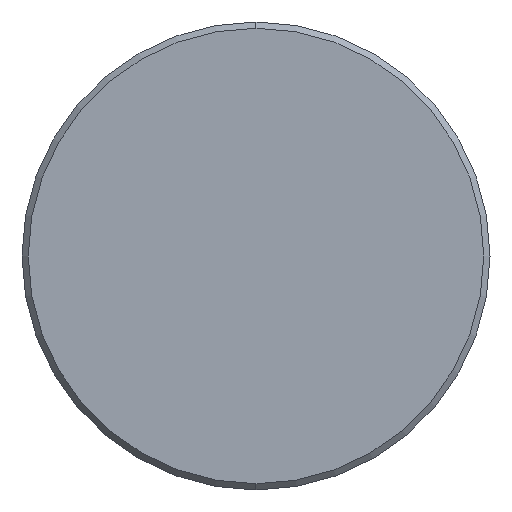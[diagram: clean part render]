
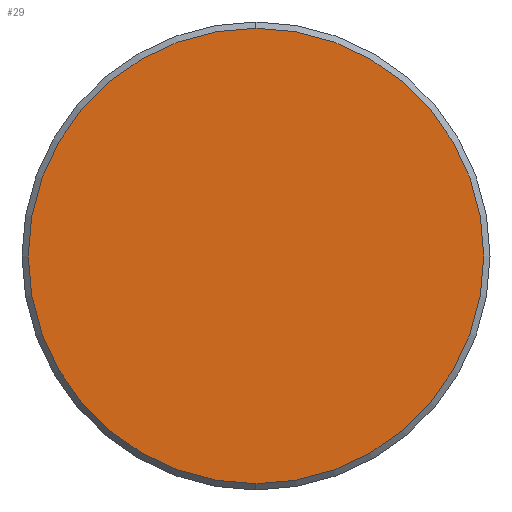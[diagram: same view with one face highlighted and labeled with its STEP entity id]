
A CAD part, left-side view. The second image highlights one B-rep face of the part: STEP entity #29.
In plain terms, the highlighted planar face has unit normal (-1, 0, 0).
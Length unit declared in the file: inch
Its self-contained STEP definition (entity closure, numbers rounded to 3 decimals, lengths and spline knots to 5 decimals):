
#19 = ORIENTED_EDGE ( 'NONE', *, *, #239, .T. ) ;
#29 = ADVANCED_FACE ( 'NONE', ( #117 ), #261, .F. ) ;
#36 = AXIS2_PLACEMENT_3D ( 'NONE', #238, #143, #116 ) ;
#40 = EDGE_LOOP ( 'NONE', ( #140, #19 ) ) ;
#53 = CARTESIAN_POINT ( 'NONE',  ( -18., 0., -0.365 ) ) ;
#78 = DIRECTION ( 'NONE',  ( 0., 0., -1. ) ) ;
#115 = AXIS2_PLACEMENT_3D ( 'NONE', #185, #148, #225 ) ;
#116 = DIRECTION ( 'NONE',  ( 0., 0., -1. ) ) ;
#117 = FACE_OUTER_BOUND ( 'NONE', #40, .T. ) ;
#133 = CIRCLE ( 'NONE', #195, 0.365 ) ;
#140 = ORIENTED_EDGE ( 'NONE', *, *, #253, .T. ) ;
#143 = DIRECTION ( 'NONE',  ( 1., 0., 0. ) ) ;
#148 = DIRECTION ( 'NONE',  ( -1., 0., 0. ) ) ;
#154 = CIRCLE ( 'NONE', #115, 0.365 ) ;
#183 = CARTESIAN_POINT ( 'NONE',  ( -18., 0., 0. ) ) ;
#185 = CARTESIAN_POINT ( 'NONE',  ( -18., 0., 0. ) ) ;
#190 = VERTEX_POINT ( 'NONE', #207 ) ;
#195 = AXIS2_PLACEMENT_3D ( 'NONE', #183, #267, #78 ) ;
#207 = CARTESIAN_POINT ( 'NONE',  ( -18., 0., 0.365 ) ) ;
#225 = DIRECTION ( 'NONE',  ( 0., 0., -1. ) ) ;
#238 = CARTESIAN_POINT ( 'NONE',  ( -18., 0., 0. ) ) ;
#239 = EDGE_CURVE ( 'NONE', #190, #277, #154, .T. ) ;
#253 = EDGE_CURVE ( 'NONE', #277, #190, #133, .T. ) ;
#261 = PLANE ( 'NONE',  #36 ) ;
#267 = DIRECTION ( 'NONE',  ( -1., 0., 0. ) ) ;
#277 = VERTEX_POINT ( 'NONE', #53 ) ;
